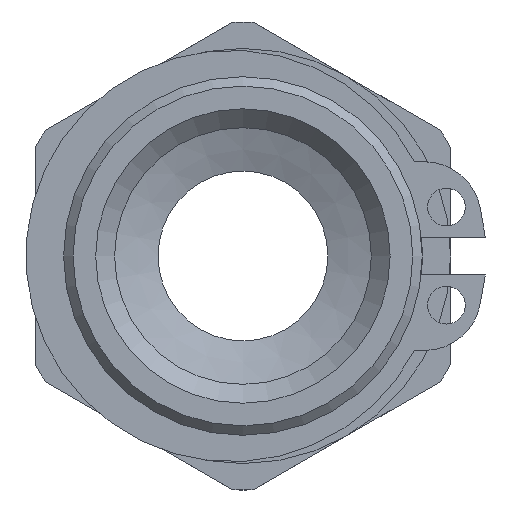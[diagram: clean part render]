
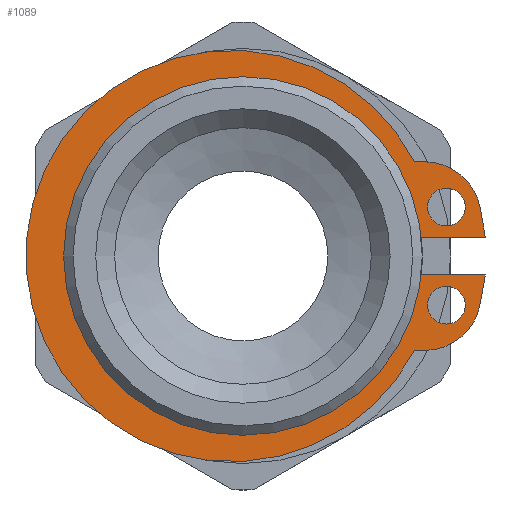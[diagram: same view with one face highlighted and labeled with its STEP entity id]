
A CAD part, left-side view. The second image highlights one B-rep face of the part: STEP entity #1089.
In plain terms, the highlighted planar face has unit normal (-1, 0, 0).
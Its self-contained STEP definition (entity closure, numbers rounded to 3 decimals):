
#32=FACE_BOUND('',#241,.T.);
#33=FACE_BOUND('',#242,.T.);
#49=PLANE('',#1193);
#172=FACE_OUTER_BOUND('',#240,.T.);
#240=EDGE_LOOP('',(#824,#825,#826,#827,#828,#829,#830,#831,#832,#833));
#241=EDGE_LOOP('',(#834));
#242=EDGE_LOOP('',(#835));
#313=LINE('',#1702,#379);
#316=LINE('',#1711,#382);
#320=LINE('',#1723,#386);
#322=LINE('',#1727,#388);
#325=LINE('',#1734,#391);
#329=LINE('',#1740,#395);
#379=VECTOR('',#1350,10.);
#382=VECTOR('',#1359,10.);
#386=VECTOR('',#1373,10.);
#388=VECTOR('',#1377,10.);
#391=VECTOR('',#1382,10.);
#395=VECTOR('',#1388,10.);
#444=CIRCLE('',#1178,3.);
#445=CIRCLE('',#1181,3.);
#446=CIRCLE('',#1184,1.);
#447=CIRCLE('',#1186,1.);
#448=CIRCLE('',#1192,10.9);
#449=CIRCLE('',#1194,9.);
#525=VERTEX_POINT('',#1694);
#526=VERTEX_POINT('',#1695);
#527=VERTEX_POINT('',#1700);
#528=VERTEX_POINT('',#1704);
#529=VERTEX_POINT('',#1705);
#530=VERTEX_POINT('',#1710);
#531=VERTEX_POINT('',#1714);
#532=VERTEX_POINT('',#1718);
#533=VERTEX_POINT('',#1722);
#534=VERTEX_POINT('',#1726);
#536=VERTEX_POINT('',#1732);
#537=VERTEX_POINT('',#1733);
#622=EDGE_CURVE('',#525,#526,#444,.T.);
#626=EDGE_CURVE('',#527,#525,#313,.T.);
#627=EDGE_CURVE('',#528,#529,#445,.T.);
#630=EDGE_CURVE('',#529,#530,#316,.T.);
#632=EDGE_CURVE('',#531,#531,#446,.T.);
#634=EDGE_CURVE('',#532,#532,#447,.T.);
#636=EDGE_CURVE('',#526,#533,#320,.T.);
#638=EDGE_CURVE('',#533,#534,#322,.T.);
#641=EDGE_CURVE('',#536,#537,#325,.T.);
#645=EDGE_CURVE('',#537,#528,#329,.T.);
#646=EDGE_CURVE('',#530,#527,#448,.T.);
#647=EDGE_CURVE('',#534,#536,#449,.T.);
#824=ORIENTED_EDGE('',*,*,#622,.F.);
#825=ORIENTED_EDGE('',*,*,#626,.F.);
#826=ORIENTED_EDGE('',*,*,#646,.F.);
#827=ORIENTED_EDGE('',*,*,#630,.F.);
#828=ORIENTED_EDGE('',*,*,#627,.F.);
#829=ORIENTED_EDGE('',*,*,#645,.F.);
#830=ORIENTED_EDGE('',*,*,#641,.F.);
#831=ORIENTED_EDGE('',*,*,#647,.F.);
#832=ORIENTED_EDGE('',*,*,#638,.F.);
#833=ORIENTED_EDGE('',*,*,#636,.F.);
#834=ORIENTED_EDGE('',*,*,#632,.T.);
#835=ORIENTED_EDGE('',*,*,#634,.T.);
#1089=ADVANCED_FACE('',(#172,#32,#33),#49,.T.);
#1178=AXIS2_PLACEMENT_3D('',#1696,#1343,#1344);
#1181=AXIS2_PLACEMENT_3D('',#1706,#1353,#1354);
#1184=AXIS2_PLACEMENT_3D('',#1715,#1363,#1364);
#1186=AXIS2_PLACEMENT_3D('',#1719,#1368,#1369);
#1192=AXIS2_PLACEMENT_3D('',#1742,#1391,#1392);
#1193=AXIS2_PLACEMENT_3D('',#1743,#1393,#1394);
#1194=AXIS2_PLACEMENT_3D('',#1744,#1395,#1396);
#1343=DIRECTION('center_axis',(1.,0.,0.));
#1344=DIRECTION('ref_axis',(0.,-0.643,0.766));
#1350=DIRECTION('',(0.,-1.,0.));
#1353=DIRECTION('center_axis',(1.,0.,0.));
#1354=DIRECTION('ref_axis',(0.,-0.642,-0.766));
#1359=DIRECTION('',(0.,1.,0.));
#1363=DIRECTION('center_axis',(1.,0.,0.));
#1364=DIRECTION('ref_axis',(0.,0.,
1.));
#1368=DIRECTION('center_axis',(1.,0.,0.));
#1369=DIRECTION('ref_axis',(0.,0.,
1.));
#1373=DIRECTION('',(0.,-0.173,-0.985));
#1377=DIRECTION('',(0.,1.,0.));
#1382=DIRECTION('',(0.,-1.,0.));
#1388=DIRECTION('',(0.,0.174,-0.985));
#1391=DIRECTION('center_axis',(1.,0.,0.));
#1392=DIRECTION('ref_axis',(0.,-0.889,0.458));
#1393=DIRECTION('center_axis',(-1.,0.,0.));
#1394=DIRECTION('ref_axis',(0.,0.,
1.));
#1395=DIRECTION('center_axis',(-1.,0.,0.));
#1396=DIRECTION('ref_axis',(0.,1.,0.));
#1694=CARTESIAN_POINT('',(5.3,-9.624,4.995));
#1695=CARTESIAN_POINT('',(5.3,-12.577,2.515));
#1696=CARTESIAN_POINT('Origin',(5.3,-9.623,1.995));
#1700=CARTESIAN_POINT('',(5.3,-9.088,4.996));
#1702=CARTESIAN_POINT('',(5.3,-12.141,4.994));
#1704=CARTESIAN_POINT('',(5.3,-12.575,-2.527));
#1705=CARTESIAN_POINT('',(5.3,-9.619,-5.005));
#1706=CARTESIAN_POINT('Origin',(5.3,-9.621,-2.005));
#1710=CARTESIAN_POINT('',(5.3,-9.083,-5.004));
#1711=CARTESIAN_POINT('',(5.3,-9.083,-5.004));
#1714=CARTESIAN_POINT('',(5.3,-10.781,1.595));
#1715=CARTESIAN_POINT('Origin',(5.3,-10.781,2.595));
#1718=CARTESIAN_POINT('',(5.3,-10.778,-3.605));
#1719=CARTESIAN_POINT('Origin',(5.3,-10.779,-2.605));
#1722=CARTESIAN_POINT('',(5.3,-12.845,0.994));
#1723=CARTESIAN_POINT('',(5.3,-12.845,0.994));
#1726=CARTESIAN_POINT('',(5.3,-8.945,0.996));
#1727=CARTESIAN_POINT('',(5.3,-8.945,0.996));
#1732=CARTESIAN_POINT('',(5.3,-8.944,-1.004));
#1733=CARTESIAN_POINT('',(5.3,-12.844,-1.006));
#1734=CARTESIAN_POINT('',(5.3,-12.844,-1.006));
#1740=CARTESIAN_POINT('',(5.3,-12.136,-5.006));
#1742=CARTESIAN_POINT('Origin',(5.3,0.6,0.));
#1743=CARTESIAN_POINT('Origin',(5.3,-1.48,-0.001));
#1744=CARTESIAN_POINT('Origin',(5.3,0.,0.));
